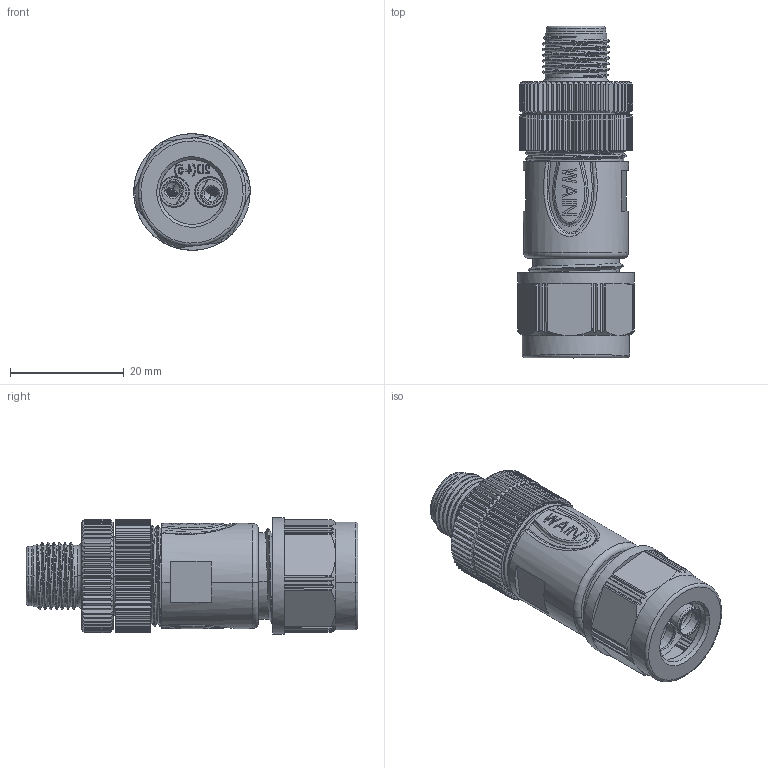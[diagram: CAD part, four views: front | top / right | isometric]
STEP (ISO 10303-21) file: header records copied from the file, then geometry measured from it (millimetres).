
FILE_DESCRIPTION((''),'2;1');
FILE_NAME('3D_1630044113004_M12-M04A-T-2D5','2017-07-07T',('zq.xu'),(''),'PRO/ENGINEER BY PARAMETRIC TECHNOLOGY CORPORATION, 2012480','PRO/ENGINEER BY PARAMETRIC TECHNOLOGY CORPORATION, 2012480','');
FILE_SCHEMA(('AUTOMOTIVE_DESIGN { 1 0 10303 214 1 1 1 1 }'));
Products named in the file (1): 3D_1630044113004_M12-M04A-T-2D5
Bounding box: 20.5 x 58.4 x 20.48 mm (x, y, z)
Volume: 9491.4 mm3; surface area: 14175.6 mm2
Topology: 1 solids, 1 shells, 2061 faces, 6060 edges, 3960 vertices
Faces by surface type: plane 810, cylinder 612, cone 306, bspline 136, extrusion 119, torus 70, sphere 8
Entity records: 99855 total; most frequent: CARTESIAN_POINT 48056, ORIENTED_EDGE 12088, DIRECTION 9156, EDGE_CURVE 6044, VERTEX_POINT 3960, AXIS2_PLACEMENT_3D 3261, VECTOR 2634, LINE 2515
